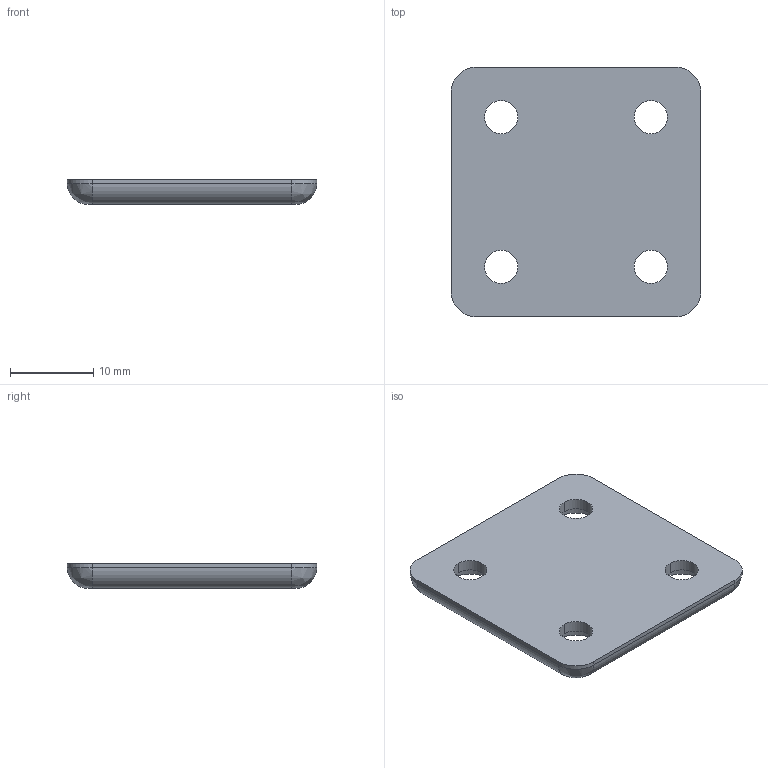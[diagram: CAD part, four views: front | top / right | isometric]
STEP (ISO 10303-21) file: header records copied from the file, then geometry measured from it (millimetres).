
FILE_DESCRIPTION (( 'STEP AP214' ), '1' );
FILE_NAME ('AKG30X30.step', '2020-12-01T08:51:34', ( '' ), ( '' ), 'SwSTEP 2.0', 'SolidWorks 2018', '' );
FILE_SCHEMA (( 'AUTOMOTIVE_DESIGN' ));
Length unit declared in the file: millimetre
Products named in the file (1): AKG30X30
Bounding box: 30 x 30 x 3 mm (x, y, z)
Volume: 2224.7 mm3; surface area: 2109.6 mm2
Topology: 1 solids, 1 shells, 38 faces, 88 edges, 56 vertices
Faces by surface type: cylinder 24, plane 10, bspline 4
Entity records: 1203 total; most frequent: CARTESIAN_POINT 267, DIRECTION 202, ORIENTED_EDGE 176, EDGE_CURVE 88, AXIS2_PLACEMENT_3D 83, VERTEX_POINT 56, EDGE_LOOP 50, CIRCLE 48
